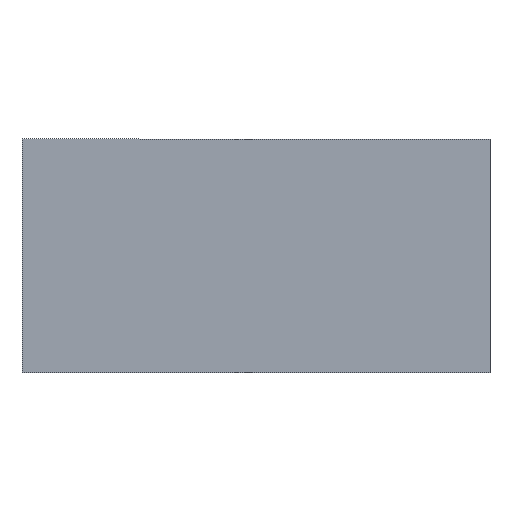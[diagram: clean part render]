
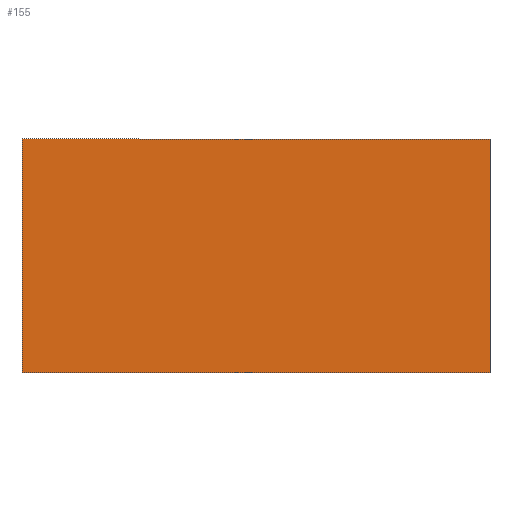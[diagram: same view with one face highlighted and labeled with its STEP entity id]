
A CAD part, front view. The second image highlights one B-rep face of the part: STEP entity #155.
In plain terms, the highlighted planar face has unit normal (0, -1, 0).
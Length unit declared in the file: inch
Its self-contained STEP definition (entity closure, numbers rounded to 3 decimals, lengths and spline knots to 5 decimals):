
#7 = EDGE_CURVE ( 'NONE', #135, #138, #103, .T. ) ;
#9 = EDGE_CURVE ( 'NONE', #138, #90, #95, .T. ) ;
#12 = EDGE_CURVE ( 'NONE', #90, #139, #40, .T. ) ;
#15 = EDGE_CURVE ( 'NONE', #139, #135, #55, .T. ) ;
#22 = AXIS2_PLACEMENT_3D ( 'NONE', #204, #211, #212 ) ;
#40 = LINE ( 'NONE', #173, #50 ) ;
#47 = VECTOR ( 'NONE', #180, 39.37008 ) ;
#50 = VECTOR ( 'NONE', #174, 39.37008 ) ;
#55 = LINE ( 'NONE', #179, #47 ) ;
#58 = FACE_OUTER_BOUND ( 'NONE', #107, .T. ) ;
#89 = VECTOR ( 'NONE', #163, 39.37008 ) ;
#90 = VERTEX_POINT ( 'NONE', #176 ) ;
#95 = LINE ( 'NONE', #164, #99 ) ;
#99 = VECTOR ( 'NONE', #169, 39.37008 ) ;
#103 = LINE ( 'NONE', #162, #89 ) ;
#107 = EDGE_LOOP ( 'NONE', ( #113, #112, #111, #110 ) ) ;
#110 = ORIENTED_EDGE ( 'NONE', *, *, #9, .F. ) ;
#111 = ORIENTED_EDGE ( 'NONE', *, *, #12, .F. ) ;
#112 = ORIENTED_EDGE ( 'NONE', *, *, #15, .F. ) ;
#113 = ORIENTED_EDGE ( 'NONE', *, *, #7, .F. ) ;
#135 = VERTEX_POINT ( 'NONE', #185 ) ;
#138 = VERTEX_POINT ( 'NONE', #186 ) ;
#139 = VERTEX_POINT ( 'NONE', #189 ) ;
#155 = ADVANCED_FACE ( 'NONE', ( #58 ), #210, .F. ) ;
#162 = CARTESIAN_POINT ( 'NONE',  ( -4., -0.25, -2. ) ) ;
#163 = DIRECTION ( 'NONE',  ( 0., 0., 1. ) ) ;
#164 = CARTESIAN_POINT ( 'NONE',  ( -4., -0.25, 2. ) ) ;
#169 = DIRECTION ( 'NONE',  ( 1., 0., 0. ) ) ;
#173 = CARTESIAN_POINT ( 'NONE',  ( 4., -0.25, -2. ) ) ;
#174 = DIRECTION ( 'NONE',  ( 0., 0., -1. ) ) ;
#176 = CARTESIAN_POINT ( 'NONE',  ( 4., -0.25, 2. ) ) ;
#179 = CARTESIAN_POINT ( 'NONE',  ( -4., -0.25, -2. ) ) ;
#180 = DIRECTION ( 'NONE',  ( -1., 0., 0. ) ) ;
#185 = CARTESIAN_POINT ( 'NONE',  ( -4., -0.25, -2. ) ) ;
#186 = CARTESIAN_POINT ( 'NONE',  ( -4., -0.25, 2. ) ) ;
#189 = CARTESIAN_POINT ( 'NONE',  ( 4., -0.25, -2. ) ) ;
#204 = CARTESIAN_POINT ( 'NONE',  ( 0., -0.25, 0. ) ) ;
#210 = PLANE ( 'NONE',  #22 ) ;
#211 = DIRECTION ( 'NONE',  ( 0., 1., 0. ) ) ;
#212 = DIRECTION ( 'NONE',  ( 0., 0., 1. ) ) ;
